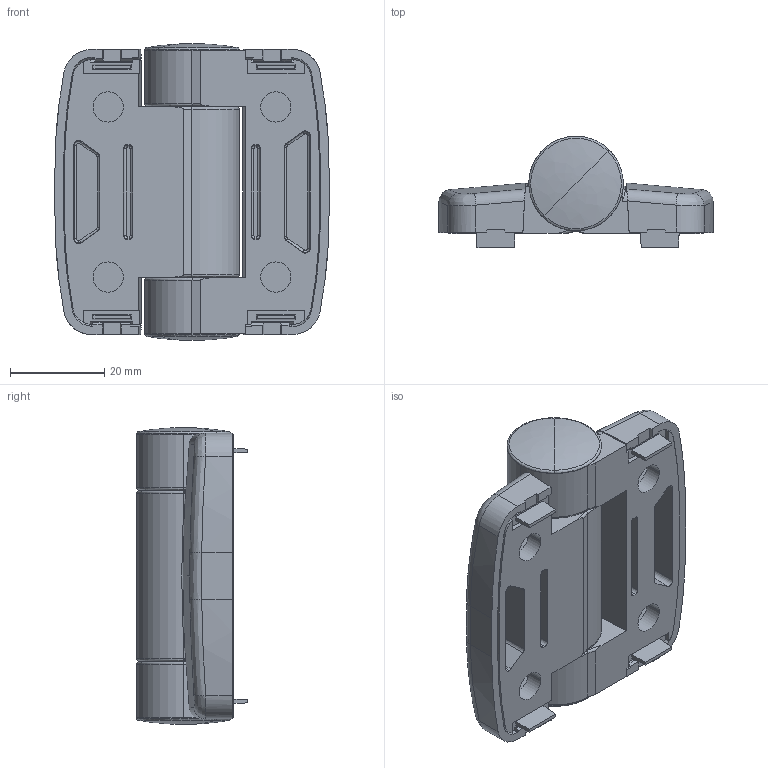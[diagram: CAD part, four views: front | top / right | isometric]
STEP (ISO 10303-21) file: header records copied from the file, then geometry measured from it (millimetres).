
FILE_DESCRIPTION(('STEP AP214'),'1');
FILE_NAME('fath_095sr3030a08.stp','2017-05-02T09:56:33',('TraceParts'),('TraceParts S.A.'),'Spatial InterOp 3D',' ',' ');
FILE_SCHEMA(('automotive_design'));
Length unit declared in the file: millimetre
Products named in the file (13): fath_095sr3030a08_1; fath_095sr3030a08_2; fath_095sr3030a08_3; fath_095sr3030a08_4; fath_095sr3030a08_5; fath_095sr3030a08_6; fath_095sr3030a08_7; fath_095sr3030a08_8; fath_095sr3030a08_9; fath_095sr3030a08_10; fath_095sr3030a08_11; fath_095sr3030a08_12; fath_095sr3030a08_13
Bounding box: 58 x 23.5 x 62.8 mm (x, y, z)
Volume: 34614.9 mm3; surface area: 31177.8 mm2
Topology: 13 solids, 13 shells, 1162 faces, 2943 edges, 1791 vertices
Faces by surface type: bspline 420, cylinder 348, plane 346, cone 48
Entity records: 55658 total; most frequent: CARTESIAN_POINT 20688, ORIENTED_EDGE 5822, DIRECTION 4915, EDGE_CURVE 2911, AXIS2_PLACEMENT_3D 1897, VERTEX_POINT 1791, EDGE_LOOP 1208, STYLED_ITEM 1175
